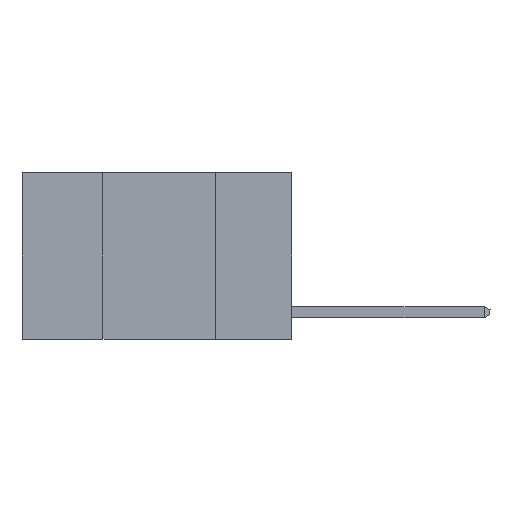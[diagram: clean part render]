
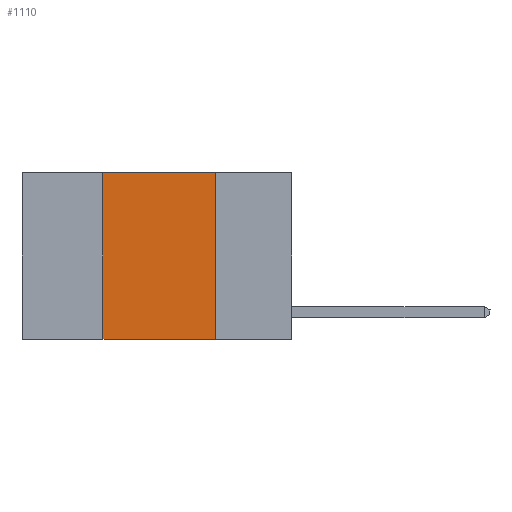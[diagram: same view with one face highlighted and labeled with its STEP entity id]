
A CAD part, left-side view. The second image highlights one B-rep face of the part: STEP entity #1110.
In plain terms, the highlighted planar face has unit normal (-1, 0, 0).
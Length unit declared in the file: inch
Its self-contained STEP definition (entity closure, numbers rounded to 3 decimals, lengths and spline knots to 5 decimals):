
#159 = CARTESIAN_POINT ( 'NONE',  ( 0., 0.6, 0. ) ) ;
#487 = CARTESIAN_POINT ( 'NONE',  ( 0., 0.6, 0. ) ) ;
#857 = CARTESIAN_POINT ( 'NONE',  ( 0., 0.42, -0.37 ) ) ;
#1110 = ADVANCED_FACE ( 'NONE', ( #7193 ), #16567, .F. ) ;
#1491 = VECTOR ( 'NONE', #5328, 39.37008 ) ;
#3294 = VERTEX_POINT ( 'NONE', #17877 ) ;
#3340 = VERTEX_POINT ( 'NONE', #20693 ) ;
#4907 = EDGE_CURVE ( 'NONE', #9638, #21692, #27006, .T. ) ;
#5015 = VECTOR ( 'NONE', #12104, 39.37008 ) ;
#5328 = DIRECTION ( 'NONE',  ( 0., 0., -1. ) ) ;
#5899 = CARTESIAN_POINT ( 'NONE',  ( 0., 0.6, -0.37 ) ) ;
#7193 = FACE_OUTER_BOUND ( 'NONE', #8452, .T. ) ;
#8452 = EDGE_LOOP ( 'NONE', ( #25013, #12905, #22903, #26560 ) ) ;
#9481 = DIRECTION ( 'NONE',  ( 0., -1., 0. ) ) ;
#9638 = VERTEX_POINT ( 'NONE', #857 ) ;
#9673 = DIRECTION ( 'NONE',  ( 1., 0., 0. ) ) ;
#10179 = LINE ( 'NONE', #21242, #1491 ) ;
#10332 = VECTOR ( 'NONE', #17757, 39.37008 ) ;
#12104 = DIRECTION ( 'NONE',  ( 0., 0., 1. ) ) ;
#12741 = CARTESIAN_POINT ( 'NONE',  ( 0., 0.17, -0.37 ) ) ;
#12905 = ORIENTED_EDGE ( 'NONE', *, *, #15624, .F. ) ;
#14794 = EDGE_CURVE ( 'NONE', #3294, #21692, #10179, .T. ) ;
#15624 = EDGE_CURVE ( 'NONE', #3340, #3294, #26206, .T. ) ;
#15635 = EDGE_CURVE ( 'NONE', #9638, #3340, #28415, .T. ) ;
#16567 = PLANE ( 'NONE',  #23758 ) ;
#17757 = DIRECTION ( 'NONE',  ( 0., -1., 0. ) ) ;
#17877 = CARTESIAN_POINT ( 'NONE',  ( 0., 0.17, 0. ) ) ;
#18857 = CARTESIAN_POINT ( 'NONE',  ( 0., 0.42, 0. ) ) ;
#19493 = DIRECTION ( 'NONE',  ( 0., 0., -1. ) ) ;
#20693 = CARTESIAN_POINT ( 'NONE',  ( 0., 0.42, 0. ) ) ;
#21242 = CARTESIAN_POINT ( 'NONE',  ( 0., 0.17, 0. ) ) ;
#21692 = VERTEX_POINT ( 'NONE', #12741 ) ;
#22903 = ORIENTED_EDGE ( 'NONE', *, *, #15635, .F. ) ;
#23758 = AXIS2_PLACEMENT_3D ( 'NONE', #487, #9673, #19493 ) ;
#25013 = ORIENTED_EDGE ( 'NONE', *, *, #14794, .F. ) ;
#26206 = LINE ( 'NONE', #159, #28164 ) ;
#26560 = ORIENTED_EDGE ( 'NONE', *, *, #4907, .T. ) ;
#27006 = LINE ( 'NONE', #5899, #10332 ) ;
#28164 = VECTOR ( 'NONE', #9481, 39.37008 ) ;
#28415 = LINE ( 'NONE', #18857, #5015 ) ;
